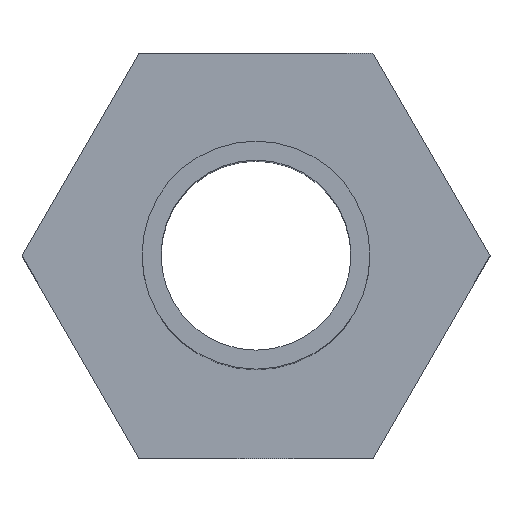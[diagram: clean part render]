
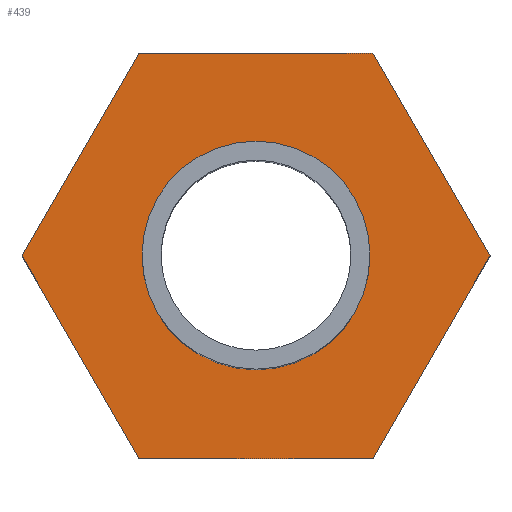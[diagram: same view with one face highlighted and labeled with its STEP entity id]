
A CAD part, top view. The second image highlights one B-rep face of the part: STEP entity #439.
In plain terms, the highlighted planar face has unit normal (0, 0, 1).
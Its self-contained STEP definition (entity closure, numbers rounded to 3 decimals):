
#20=FACE_BOUND('',#87,.T.);
#30=PLANE('',#497);
#58=FACE_OUTER_BOUND('',#86,.T.);
#86=EDGE_LOOP('',(#398,#399,#400,#401,#402,#403));
#87=EDGE_LOOP('',(#404));
#98=CIRCLE('',#483,9.);
#139=LINE('',#1971,#167);
#141=LINE('',#1975,#169);
#143=LINE('',#1979,#171);
#145=LINE('',#1983,#173);
#147=LINE('',#1987,#175);
#149=LINE('',#1990,#177);
#167=VECTOR('',#575,10.);
#169=VECTOR('',#579,10.);
#171=VECTOR('',#583,10.);
#173=VECTOR('',#587,10.);
#175=VECTOR('',#591,10.);
#177=VECTOR('',#595,10.);
#204=VERTEX_POINT('',#1298);
#213=VERTEX_POINT('',#1968);
#214=VERTEX_POINT('',#1970);
#215=VERTEX_POINT('',#1974);
#216=VERTEX_POINT('',#1978);
#217=VERTEX_POINT('',#1982);
#218=VERTEX_POINT('',#1986);
#253=EDGE_CURVE('',#204,#204,#98,.T.);
#270=EDGE_CURVE('',#214,#213,#139,.T.);
#272=EDGE_CURVE('',#215,#214,#141,.T.);
#274=EDGE_CURVE('',#216,#215,#143,.T.);
#276=EDGE_CURVE('',#217,#216,#145,.T.);
#278=EDGE_CURVE('',#218,#217,#147,.T.);
#280=EDGE_CURVE('',#213,#218,#149,.T.);
#398=ORIENTED_EDGE('',*,*,#280,.T.);
#399=ORIENTED_EDGE('',*,*,#278,.T.);
#400=ORIENTED_EDGE('',*,*,#276,.T.);
#401=ORIENTED_EDGE('',*,*,#274,.T.);
#402=ORIENTED_EDGE('',*,*,#272,.T.);
#403=ORIENTED_EDGE('',*,*,#270,.T.);
#404=ORIENTED_EDGE('',*,*,#253,.T.);
#439=ADVANCED_FACE('',(#58,#20),#30,.T.);
#483=AXIS2_PLACEMENT_3D('',#1300,#550,#551);
#497=AXIS2_PLACEMENT_3D('',#1991,#596,#597);
#550=DIRECTION('center_axis',(0.,0.,-1.));
#551=DIRECTION('ref_axis',(1.,0.,0.));
#575=DIRECTION('',(-0.5,-0.866,0.));
#579=DIRECTION('',(-1.,0.,0.));
#583=DIRECTION('',(-0.5,0.866,0.));
#587=DIRECTION('',(0.5,0.866,0.));
#591=DIRECTION('',(1.,0.,0.));
#595=DIRECTION('',(0.5,-0.866,0.));
#596=DIRECTION('center_axis',(0.,0.,1.));
#597=DIRECTION('ref_axis',(1.,0.,0.));
#1298=CARTESIAN_POINT('',(-9.,0.,8.));
#1300=CARTESIAN_POINT('Origin',(0.,0.,8.));
#1968=CARTESIAN_POINT('',(-18.475,0.,8.));
#1970=CARTESIAN_POINT('',(-9.238,16.,8.));
#1971=CARTESIAN_POINT('',(-9.238,16.,8.));
#1974=CARTESIAN_POINT('',(9.238,16.,8.));
#1975=CARTESIAN_POINT('',(9.238,16.,8.));
#1978=CARTESIAN_POINT('',(18.475,0.,8.));
#1979=CARTESIAN_POINT('',(18.475,0.,8.));
#1982=CARTESIAN_POINT('',(9.238,-16.,8.));
#1983=CARTESIAN_POINT('',(9.238,-16.,8.));
#1986=CARTESIAN_POINT('',(-9.238,-16.,8.));
#1987=CARTESIAN_POINT('',(-9.238,-16.,8.));
#1990=CARTESIAN_POINT('',(-18.475,0.,8.));
#1991=CARTESIAN_POINT('Origin',(0.,0.,8.));
